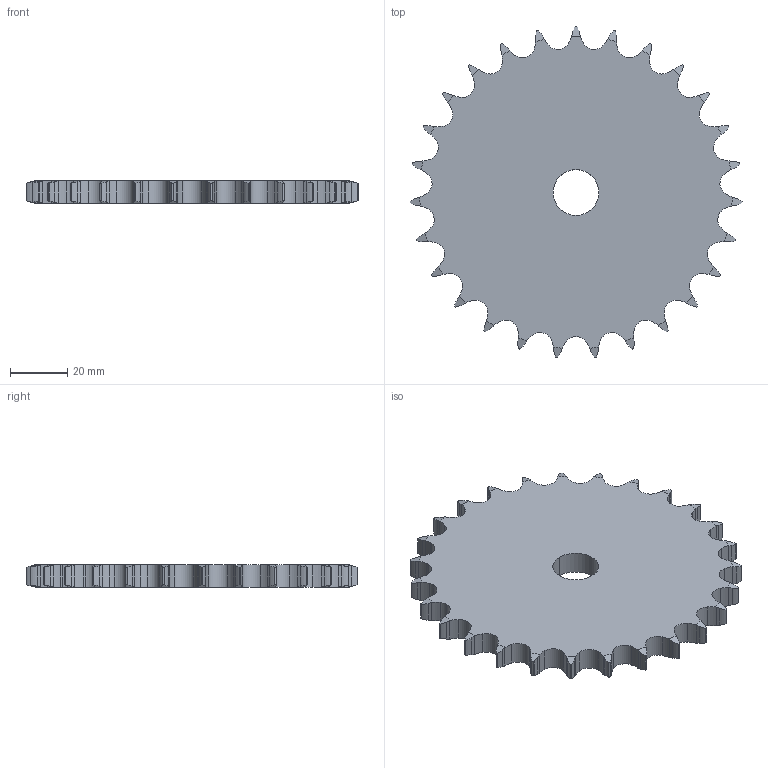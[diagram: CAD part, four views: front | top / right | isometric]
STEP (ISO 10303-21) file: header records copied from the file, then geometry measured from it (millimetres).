
FILE_DESCRIPTION (( 'STEP AP203' ), '1' );
FILE_NAME ('6836N166_Flat Sprocket.STEP', '2021-09-08T21:40:51', ( 'Administrator' ), ( 'Managed by Terraform' ), 'SwSTEP 2.0', 'SolidWorks 2017', '' );
FILE_SCHEMA (( 'CONFIG_CONTROL_DESIGN' ));
Length unit declared in the file: millimetre
Products named in the file (1): 6836N166_Flat Sprocket
Bounding box: 116.17 x 115.97 x 8 mm (x, y, z)
Volume: 68741.2 mm3; surface area: 22038.9 mm2
Topology: 1 solids, 1 shells, 284 faces, 846 edges, 564 vertices
Faces by surface type: cylinder 173, plane 56, cone 55
Entity records: 10029 total; most frequent: CARTESIAN_POINT 2697, ORIENTED_EDGE 1692, DIRECTION 1366, EDGE_CURVE 846, AXIS2_PLACEMENT_3D 569, VERTEX_POINT 564, B_SPLINE_CURVE_WITH_KNOTS 334, EDGE_LOOP 286
